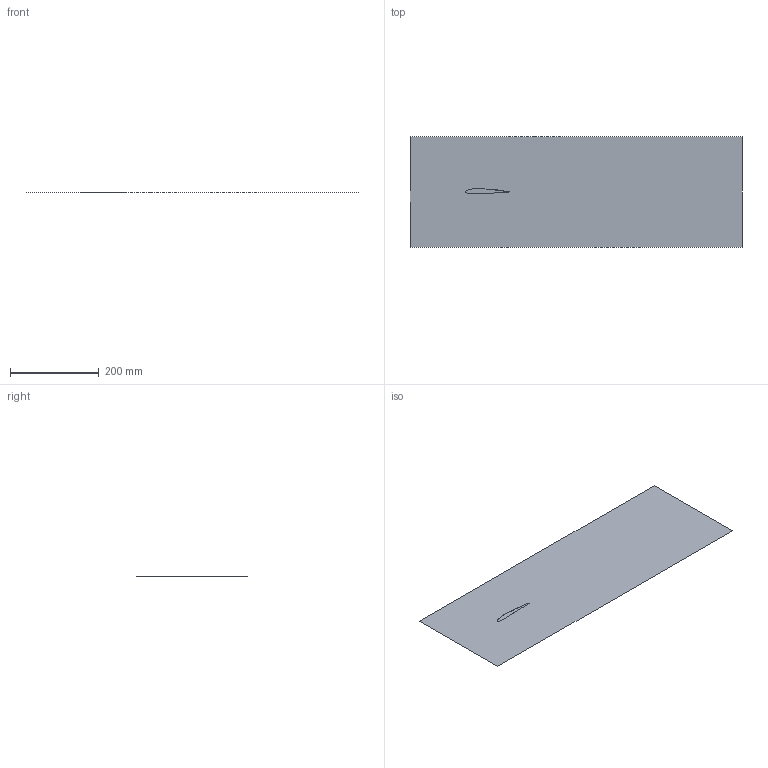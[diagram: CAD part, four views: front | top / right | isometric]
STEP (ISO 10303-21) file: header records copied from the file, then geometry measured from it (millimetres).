
FILE_DESCRIPTION(/* description */ (''),/* implementation_level */ '2;1');
FILE_NAME(/* name */ 'Aerofoil_PaperChallengeTest_0.1.step',/* time_stamp */ '2024-05-10T22:26:48+02:00',/* author */ (''),/* organization */ (''),/* preprocessor_version */ 'ST-DEVELOPER v20',/* originating_system */ 'Autodesk Translation Framework v12.14.0.127',/* authorisation */ '');
FILE_SCHEMA (('AUTOMOTIVE_DESIGN { 1 0 10303 214 3 1 1 }'));
Length unit declared in the file: millimetre
Products named in the file (1): Airfoil3
Bounding box: 750 x 250 x 0 mm (x, y, z)
Surface area: 187507.3 mm2 (no closed solid volume)
Topology: 0 solids, 2 shells, 2 faces, 8 edges, 8 vertices
Faces by surface type: plane 2
Entity records: 948 total; most frequent: CARTESIAN_POINT 855, DIRECTION 10, VERTEX_POINT 8, EDGE_CURVE 8, ORIENTED_EDGE 8, LINE 4, VECTOR 4, EDGE_LOOP 3
